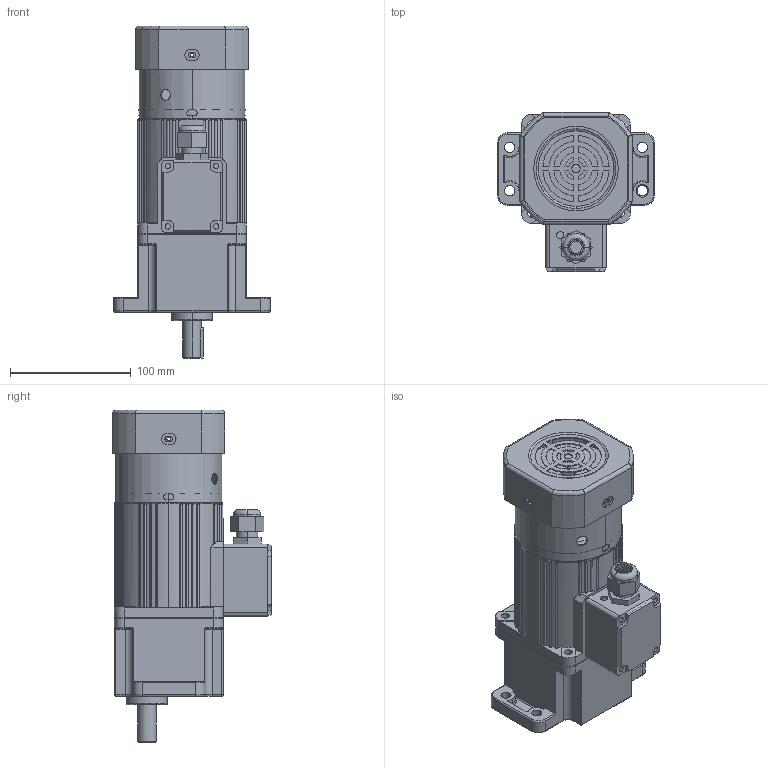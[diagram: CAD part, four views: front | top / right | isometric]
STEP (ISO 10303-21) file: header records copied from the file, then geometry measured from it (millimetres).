
FILE_DESCRIPTION (( 'STEP AP203' ), '1' );
FILE_NAME ('5IK40-60(R)-MFT+5GU3-750K.STEP', '2020-01-09T05:58:46', ( 'Sky123.Org' ), ( 'Sky123.Org' ), 'SwSTEP 2.0', 'SolidWorks 2014', '' );
FILE_SCHEMA (( 'CONFIG_CONTROL_DESIGN' ));
Length unit declared in the file: millimetre
Products named in the file (10): 90价陬ん欶褲; 90傻瑞欶褲; 5GU3-750K; 峚倰萇儂諉盄碟02; NPT1-2萇擢芛; 5IK40-60(R)-MFT+5GU3-750K; NPT1-2つ踡芛; NPT1-2萇擢芛蚾饜极; 5IK40A
Assembly tree (9 placements, depth 3):
  5IK40-60(R)-MFT+5GU3-750K
    5IK40A
    90价陬ん欶褲
    90傻瑞欶褲
    峚倰萇儂諉盄碟02
    NPT1-2萇擢芛蚾饜极
      NPT1-2萇擢芛
      NPT1-2つ踡芛
    5GU3-750K
      5GU3-750K
Bounding box: 130 x 131.5 x 275 mm (x, y, z)
Volume: 1256360.1 mm3; surface area: 214321.4 mm2
Topology: 7 solids, 7 shells, 952 faces, 2475 edges, 1559 vertices
Faces by surface type: cylinder 393, plane 347, torus 162, cone 36, sphere 8, bspline 6
Entity records: 32724 total; most frequent: CARTESIAN_POINT 7801, DIRECTION 5235, ORIENTED_EDGE 4926, EDGE_CURVE 2463, AXIS2_PLACEMENT_3D 2057, VERTEX_POINT 1559, LINE 1121, VECTOR 1121
